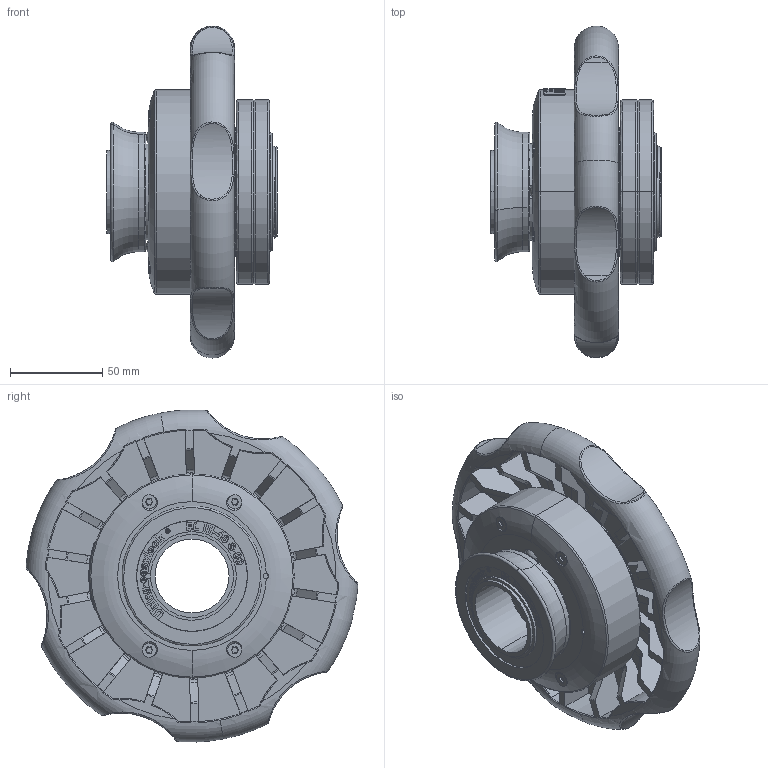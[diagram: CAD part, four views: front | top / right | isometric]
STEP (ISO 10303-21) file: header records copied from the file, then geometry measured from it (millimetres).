
FILE_DESCRIPTION (( 'STEP AP214' ), '1' );
FILE_NAME ('EL III-40-S-00.STEP', '2019-11-08T10:10:46', ( '' ), ( '' ), 'SwSTEP 2.0', 'SolidWorks 2019', '' );
FILE_SCHEMA (( 'AUTOMOTIVE_DESIGN' ));
Length unit declared in the file: millimetre
Products named in the file (1): EL III-40-S-00
Bounding box: 92.2 x 179.76 x 179.93 mm (x, y, z)
Volume: 539505.5 mm3; surface area: 232140.6 mm2
Topology: 34 solids, 34 shells, 2574 faces, 6780 edges, 4440 vertices
Faces by surface type: bspline 998, plane 910, cylinder 474, torus 105, cone 83, sphere 4
Entity records: 184101 total; most frequent: CARTESIAN_POINT 99665, ORIENTED_EDGE 13412, DIRECTION 8299, EDGE_CURVE 6706, VERTEX_POINT 4434, AXIS2_PLACEMENT_3D 2904, EDGE_LOOP 2856, B_SPLINE_CURVE_WITH_KNOTS 2814
